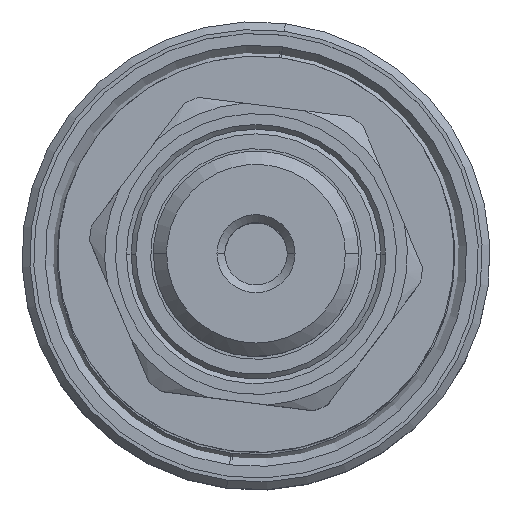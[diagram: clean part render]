
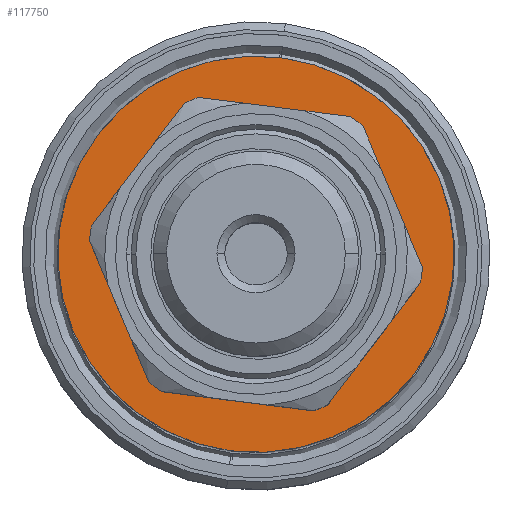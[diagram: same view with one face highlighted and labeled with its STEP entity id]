
A CAD part, top view. The second image highlights one B-rep face of the part: STEP entity #117750.
In plain terms, the highlighted planar face has unit normal (0, 0, 1).
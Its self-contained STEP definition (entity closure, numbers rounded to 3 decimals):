
#117400=CARTESIAN_POINT('',(50.,53.,62.7));
#117410=DIRECTION('',(0.,0.,-1.));
#117420=DIRECTION('',(0.992,-0.125,
0.));
#117430=AXIS2_PLACEMENT_3D('',#117400,#117410,#117420);
#117440=PLANE('',#117430);
#117450=CARTESIAN_POINT('',(50.,53.,62.7));
#117460=DIRECTION('',(0.,0.,-1.));
#117470=DIRECTION('',(0.992,-0.125,
0.));
#117480=AXIS2_PLACEMENT_3D('',#117450,#117460,#117470);
#117490=CIRCLE('',#117480,8.);
#117500=CARTESIAN_POINT('',(57.937,51.997,62.7));
#117510=VERTEX_POINT('',#117500);
#117520=CARTESIAN_POINT('',(42.063,54.003,62.7));
#117530=VERTEX_POINT('',#117520);
#117540=EDGE_CURVE('',#117510,#117530,#117490,.T.);
#117550=ORIENTED_EDGE('',*,*,#117540,.T.);
#117560=EDGE_CURVE('',#117530,#117510,#117490,.T.);
#117570=ORIENTED_EDGE('',*,*,#117560,.T.);
#117580=EDGE_LOOP('',(#117570,#117550));
#117590=FACE_BOUND('',#117580,.T.);
#117600=CARTESIAN_POINT('',(50.,53.,62.7));
#117610=DIRECTION('',(0.,0.,-1.));
#117620=DIRECTION('',(-0.125,-0.992,
0.));
#117630=AXIS2_PLACEMENT_3D('',#117600,#117610,#117620);
#117640=CIRCLE('',#117630,12.7);
#117650=CARTESIAN_POINT('',(51.592,65.6,62.7));
#117660=VERTEX_POINT('',#117650);
#117670=CARTESIAN_POINT('',(48.408,40.4,62.7));
#117680=VERTEX_POINT('',#117670);
#117690=EDGE_CURVE('',#117660,#117680,#117640,.T.);
#117700=ORIENTED_EDGE('',*,*,#117690,.F.);
#117710=EDGE_CURVE('',#117680,#117660,#117640,.T.);
#117720=ORIENTED_EDGE('',*,*,#117710,.F.);
#117730=EDGE_LOOP('',(#117720,#117700));
#117740=FACE_OUTER_BOUND('',#117730,.T.);
#117750=ADVANCED_FACE('',(#117590,#117740),#117440,.F.);
